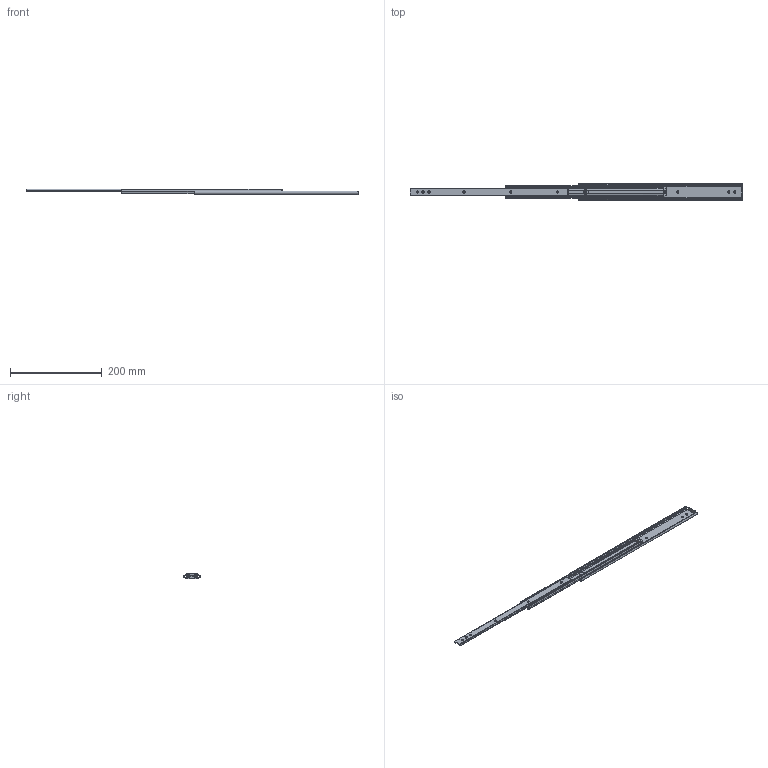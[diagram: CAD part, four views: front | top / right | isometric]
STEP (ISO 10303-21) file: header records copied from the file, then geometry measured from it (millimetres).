
FILE_DESCRIPTION (( 'STEP AP203' ), '1' );
FILE_NAME ('C350-14.STEP', '2021-03-18T07:34:56', ( '' ), ( '' ), 'SwSTEP 2.0', 'SolidWorks 2019', '' );
FILE_SCHEMA (( 'CONFIG_CONTROL_DESIGN' ));
Length unit declared in the file: millimetre
Products named in the file (5): C350-14 IM; PN198B; C350-14; C350-14 CM; C350-14 OM
Assembly tree (4 placements, depth 2):
  C350-14
    C350-14 OM
    C350-14 CM
    PN198B
    C350-14 IM
Bounding box: 722.05 x 35.3 x 13 mm (x, y, z)
Volume: 62104.8 mm3; surface area: 80655.2 mm2
Topology: 4 solids, 4 shells, 294 faces, 869 edges, 572 vertices
Faces by surface type: plane 158, cylinder 136
Entity records: 10810 total; most frequent: CARTESIAN_POINT 2312, ORIENTED_EDGE 1738, DIRECTION 1637, EDGE_CURVE 869, VERTEX_POINT 572, AXIS2_PLACEMENT_3D 549, LINE 539, VECTOR 539
